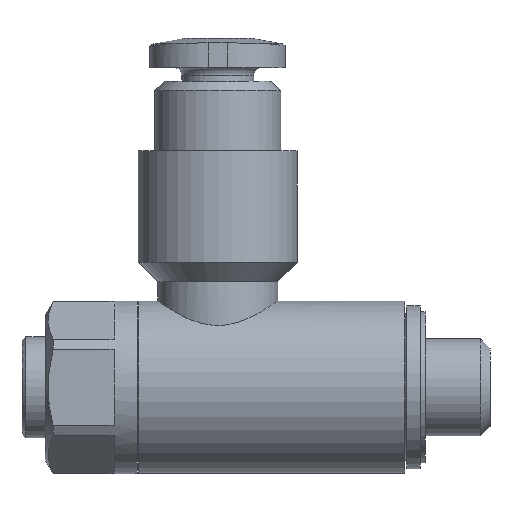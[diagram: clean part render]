
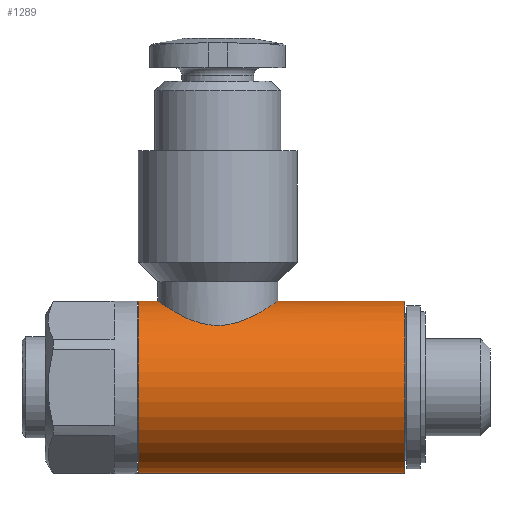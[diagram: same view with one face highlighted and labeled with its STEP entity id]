
A CAD part, left-side view. The second image highlights one B-rep face of the part: STEP entity #1289.
In plain terms, the highlighted cylindrical face has radius 4.45 mm (diameter 8.9 mm), a full revolution.
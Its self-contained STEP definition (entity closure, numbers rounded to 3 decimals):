
#127=CIRCLE('',#1363,4.45);
#128=CIRCLE('',#1364,4.45);
#187=ORIENTED_EDGE('',*,*,#401,.F.);
#188=ORIENTED_EDGE('',*,*,#402,.T.);
#189=ORIENTED_EDGE('',*,*,#403,.F.);
#401=EDGE_CURVE('',#508,#508,#127,.T.);
#402=EDGE_CURVE('',#509,#509,#128,.T.);
#403=EDGE_CURVE('',#510,#510,#587,.T.);
#508=VERTEX_POINT('',#1780);
#509=VERTEX_POINT('',#1782);
#510=VERTEX_POINT('',#1802);
#587=B_SPLINE_CURVE_WITH_KNOTS('',3,(#1783,#1784,#1785,#1786,#1787,#1788,
#1789,#1790,#1791,#1792,#1793,#1794,#1795,#1796,#1797,#1798,#1799,#1800,
#1801),.UNSPECIFIED.,.T.,.F.,(1,1,1,1,1,1,1,1,1,1,1,1,1,1,1,1,1,1,1,1,1,
1,1),(-0.004,-0.003,-0.001,0.,
0.001,0.003,0.004,0.005,
0.006,0.008,0.009,0.01,
0.011,0.013,0.014,0.015,
0.016,0.018,0.019,0.02,
0.021,0.023,0.024),.UNSPECIFIED.);
#612=EDGE_LOOP('',(#187));
#613=EDGE_LOOP('',(#188));
#614=EDGE_LOOP('',(#189));
#718=FACE_BOUND('',#612,.T.);
#719=FACE_BOUND('',#613,.T.);
#720=FACE_BOUND('',#614,.T.);
#821=CYLINDRICAL_SURFACE('',#1362,4.45);
#1289=ADVANCED_FACE('',(#718,#719,#720),#821,.T.);
#1362=AXIS2_PLACEMENT_3D('',#1778,#1493,#1494);
#1363=AXIS2_PLACEMENT_3D('',#1779,#1495,#1496);
#1364=AXIS2_PLACEMENT_3D('',#1781,#1497,#1498);
#1493=DIRECTION('',(0.,-1.,0.));
#1494=DIRECTION('',(0.,0.,-1.));
#1495=DIRECTION('',(0.,-1.,0.));
#1496=DIRECTION('',(0.,0.,-1.));
#1497=DIRECTION('',(0.,-1.,0.));
#1498=DIRECTION('',(0.,0.,-1.));
#1778=CARTESIAN_POINT('',(0.,-14.05,0.));
#1779=CARTESIAN_POINT('',(0.,-9.65,0.));
#1780=CARTESIAN_POINT('',(0.,-9.65,-4.45));
#1781=CARTESIAN_POINT('',(0.,4.1,0.));
#1782=CARTESIAN_POINT('',(0.,4.1,-4.45));
#1783=CARTESIAN_POINT('',(-2.919,1.259,3.377));
#1784=CARTESIAN_POINT('',(-3.19,-0.002,3.101));
#1785=CARTESIAN_POINT('',(-2.922,-1.252,3.375));
#1786=CARTESIAN_POINT('',(-2.255,-2.23,3.876));
#1787=CARTESIAN_POINT('',(-1.272,-2.916,4.319));
#1788=CARTESIAN_POINT('',(-0.007,-3.19,4.514));
#1789=CARTESIAN_POINT('',(1.254,-2.925,4.325));
#1790=CARTESIAN_POINT('',(2.252,-2.235,3.879));
#1791=CARTESIAN_POINT('',(2.918,-1.26,3.378));
#1792=CARTESIAN_POINT('',(3.19,-0.008,3.101));
#1793=CARTESIAN_POINT('',(2.923,1.252,3.374));
#1794=CARTESIAN_POINT('',(2.258,2.228,3.875));
#1795=CARTESIAN_POINT('',(1.267,2.919,4.321));
#1796=CARTESIAN_POINT('',(0.009,3.189,4.514));
#1797=CARTESIAN_POINT('',(-1.259,2.924,4.324));
#1798=CARTESIAN_POINT('',(-2.255,2.231,3.877));
#1799=CARTESIAN_POINT('',(-2.919,1.259,3.377));
#1800=CARTESIAN_POINT('',(-3.19,-0.002,3.101));
#1801=CARTESIAN_POINT('',(-2.922,-1.252,3.375));
#1802=CARTESIAN_POINT('',(-3.1,0.,3.193));
